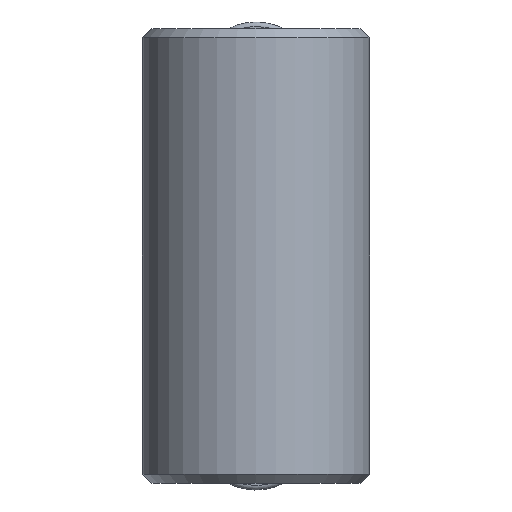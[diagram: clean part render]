
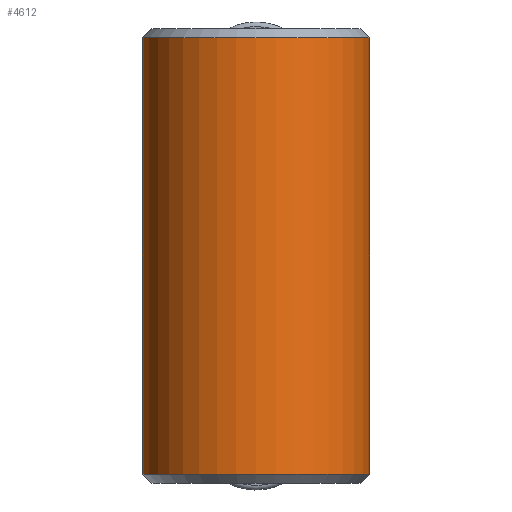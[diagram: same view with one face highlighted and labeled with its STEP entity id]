
A CAD part, front view. The second image highlights one B-rep face of the part: STEP entity #4612.
In plain terms, the highlighted cylindrical face has radius 6.35 mm (diameter 12.7 mm), a partial arc.
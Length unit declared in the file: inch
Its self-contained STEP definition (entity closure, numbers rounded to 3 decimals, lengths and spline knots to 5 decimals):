
#13 = DIRECTION ( 'NONE',  ( 0., 0., -1. ) ) ;
#160 = DIRECTION ( 'NONE',  ( 0., 0., -1. ) ) ;
#416 = EDGE_LOOP ( 'NONE', ( #2083, #1062, #451, #3364 ) ) ;
#451 = ORIENTED_EDGE ( 'NONE', *, *, #1118, .T. ) ;
#510 = VERTEX_POINT ( 'NONE', #5227 ) ;
#551 = AXIS2_PLACEMENT_3D ( 'NONE', #5090, #2562, #2156 ) ;
#645 = CIRCLE ( 'NONE', #551, 0.25 ) ;
#731 = VECTOR ( 'NONE', #13, 39.37008 ) ;
#778 = EDGE_CURVE ( 'NONE', #1458, #5043, #645, .T. ) ;
#1062 = ORIENTED_EDGE ( 'NONE', *, *, #2981, .T. ) ;
#1118 = EDGE_CURVE ( 'NONE', #2954, #5043, #3302, .T. ) ;
#1458 = VERTEX_POINT ( 'NONE', #4692 ) ;
#2014 = FACE_OUTER_BOUND ( 'NONE', #416, .T. ) ;
#2083 = ORIENTED_EDGE ( 'NONE', *, *, #2732, .F. ) ;
#2156 = DIRECTION ( 'NONE',  ( -1., 0., 0. ) ) ;
#2380 = CARTESIAN_POINT ( 'NONE',  ( -0.25, 0., 0. ) ) ;
#2472 = DIRECTION ( 'NONE',  ( -1., 0., 0. ) ) ;
#2562 = DIRECTION ( 'NONE',  ( 0., 0., -1. ) ) ;
#2732 = EDGE_CURVE ( 'NONE', #510, #1458, #4281, .T. ) ;
#2954 = VERTEX_POINT ( 'NONE', #4938 ) ;
#2981 = EDGE_CURVE ( 'NONE', #510, #2954, #5261, .T. ) ;
#3013 = VECTOR ( 'NONE', #160, 39.37008 ) ;
#3273 = AXIS2_PLACEMENT_3D ( 'NONE', #4125, #3314, #4076 ) ;
#3302 = LINE ( 'NONE', #2380, #731 ) ;
#3314 = DIRECTION ( 'NONE',  ( 0., 0., -1. ) ) ;
#3364 = ORIENTED_EDGE ( 'NONE', *, *, #778, .F. ) ;
#3671 = DIRECTION ( 'NONE',  ( 0., 0., -1. ) ) ;
#3749 = CARTESIAN_POINT ( 'NONE',  ( 0., 0., 0. ) ) ;
#3885 = CARTESIAN_POINT ( 'NONE',  ( 0.25, 0., 0. ) ) ;
#3911 = AXIS2_PLACEMENT_3D ( 'NONE', #3749, #3671, #2472 ) ;
#4076 = DIRECTION ( 'NONE',  ( -1., 0., 0. ) ) ;
#4125 = CARTESIAN_POINT ( 'NONE',  ( 0., 0., 0.48 ) ) ;
#4281 = LINE ( 'NONE', #3885, #3013 ) ;
#4612 = ADVANCED_FACE ( 'NONE', ( #2014 ), #5001, .T. ) ;
#4692 = CARTESIAN_POINT ( 'NONE',  ( 0.25, 0., -0.48 ) ) ;
#4888 = CARTESIAN_POINT ( 'NONE',  ( -0.25, 0., -0.48 ) ) ;
#4938 = CARTESIAN_POINT ( 'NONE',  ( -0.25, 0., 0.48 ) ) ;
#5001 = CYLINDRICAL_SURFACE ( 'NONE', #3911, 0.25 ) ;
#5043 = VERTEX_POINT ( 'NONE', #4888 ) ;
#5090 = CARTESIAN_POINT ( 'NONE',  ( 0., 0., -0.48 ) ) ;
#5227 = CARTESIAN_POINT ( 'NONE',  ( 0.25, 0., 0.48 ) ) ;
#5261 = CIRCLE ( 'NONE', #3273, 0.25 ) ;
